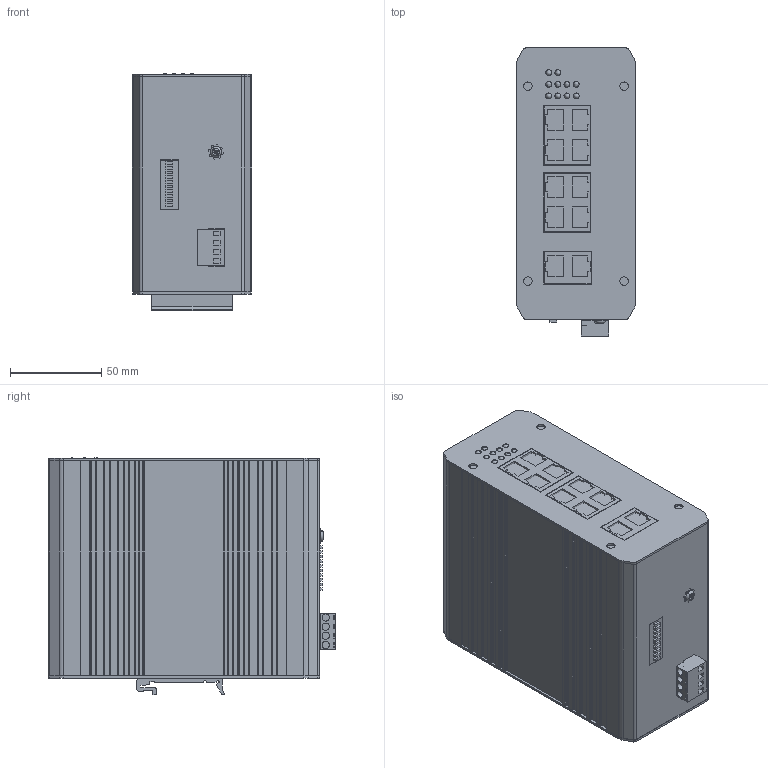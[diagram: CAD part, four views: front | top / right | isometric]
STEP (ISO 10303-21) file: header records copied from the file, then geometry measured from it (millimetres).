
FILE_DESCRIPTION (( 'STEP AP214' ), '1' );
FILE_NAME ('JetNet3810G_3D-ID-STP_20181128.STEP', '2018-11-28T07:19:07', ( 'Midas' ), ( '' ), 'SwSTEP 2.0', 'SolidWorks 2008', '' );
FILE_SCHEMA (( 'AUTOMOTIVE_DESIGN' ));
Length unit declared in the file: millimetre
Products named in the file (9): 3810G_前板_20100513_預設_預設; DIP-SW-10pin_預設; 3810G_後板_20100513_預設_預設; JetNet3810G_3D-ID-STP_20181128; 3D-DinRailKit-44W-SD_預設; SCREW-ROUND-M3-WS-6L_預設; 3810-RL-STP_預設; S-TS-F-4P_預設; 3810G_SwB_STP_預設
Assembly tree (8 placements, depth 2):
  JetNet3810G_3D-ID-STP_20181128
    SCREW-ROUND-M3-WS-6L_預設
    3810G_後板_20100513_預設_預設
    S-TS-F-4P_預設
    3810G_SwB_STP_預設
    3810-RL-STP_預設
    3D-DinRailKit-44W-SD_預設
    3810G_前板_20100513_預設_預設
    DIP-SW-10pin_預設
Bounding box: 65.6 x 158 x 130.1 mm (x, y, z)
Volume: 1152685.6 mm3; surface area: 127674.2 mm2
Topology: 8 solids, 8 shells, 811 faces, 2295 edges, 1525 vertices
Faces by surface type: plane 430, cylinder 329, bspline 28, cone 22, torus 2
Entity records: 33602 total; most frequent: CARTESIAN_POINT 9457, ORIENTED_EDGE 4546, DIRECTION 4288, EDGE_CURVE 2273, VERTEX_POINT 1525, LINE 1462, VECTOR 1462, AXIS2_PLACEMENT_3D 1413
